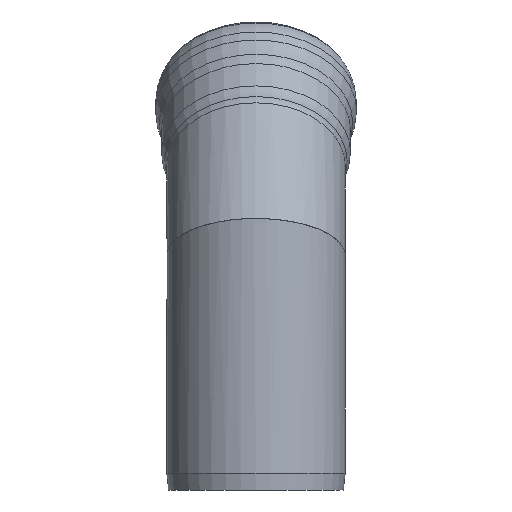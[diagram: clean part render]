
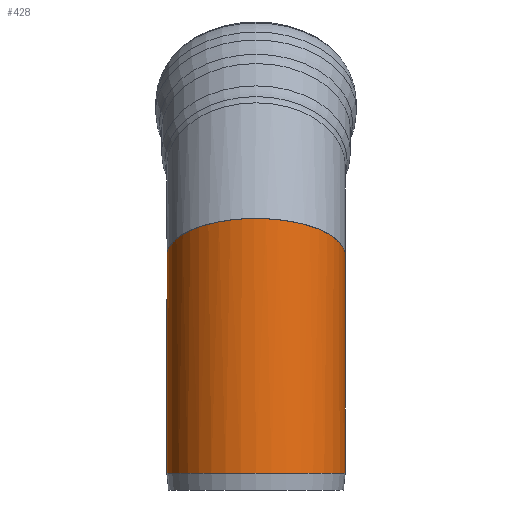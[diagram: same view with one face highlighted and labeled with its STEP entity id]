
A CAD part, left-side view. The second image highlights one B-rep face of the part: STEP entity #428.
In plain terms, the highlighted cylindrical face has radius 665 mm (diameter 1330 mm), a full revolution.
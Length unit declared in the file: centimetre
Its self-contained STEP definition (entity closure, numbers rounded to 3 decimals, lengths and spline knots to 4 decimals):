
#33=ELLIPSE('',#500,71.9791,66.5);
#41=CYLINDRICAL_SURFACE('',#498,66.5);
#73=FACE_OUTER_BOUND('',#100,.T.);
#100=EDGE_LOOP('',(#380,#381,#382,#383));
#116=LINE('',#780,#132);
#132=VECTOR('',#647,66.5);
#178=CIRCLE('',#499,66.5);
#213=VERTEX_POINT('',#777);
#214=VERTEX_POINT('',#779);
#269=EDGE_CURVE('',#213,#213,#178,.T.);
#270=EDGE_CURVE('',#213,#214,#116,.T.);
#271=EDGE_CURVE('',#214,#214,#33,.T.);
#380=ORIENTED_EDGE('',*,*,#269,.F.);
#381=ORIENTED_EDGE('',*,*,#270,.T.);
#382=ORIENTED_EDGE('',*,*,#271,.F.);
#383=ORIENTED_EDGE('',*,*,#270,.F.);
#428=ADVANCED_FACE('',(#73),#41,.T.);
#498=AXIS2_PLACEMENT_3D('',#776,#643,#644);
#499=AXIS2_PLACEMENT_3D('',#778,#645,#646);
#500=AXIS2_PLACEMENT_3D('',#781,#648,#649);
#643=DIRECTION('center_axis',(0.,0.,-1.));
#644=DIRECTION('ref_axis',(0.,1.,0.));
#645=DIRECTION('center_axis',(0.,0.,-1.));
#646=DIRECTION('ref_axis',(1.,0.,0.));
#647=DIRECTION('',(0.,0.,1.));
#648=DIRECTION('center_axis',(0.383,0.,0.924));
#649=DIRECTION('ref_axis',(0.924,0.,-0.383));
#776=CARTESIAN_POINT('Origin',(0.,0.,28.6614));
#777=CARTESIAN_POINT('',(0.,-66.5,12.5));
#778=CARTESIAN_POINT('Origin',(0.,0.,12.5));
#779=CARTESIAN_POINT('',(0.,-66.5,175.));
#780=CARTESIAN_POINT('',(0.,-66.5,28.6614));
#781=CARTESIAN_POINT('Origin',(0.,0.,175.));
